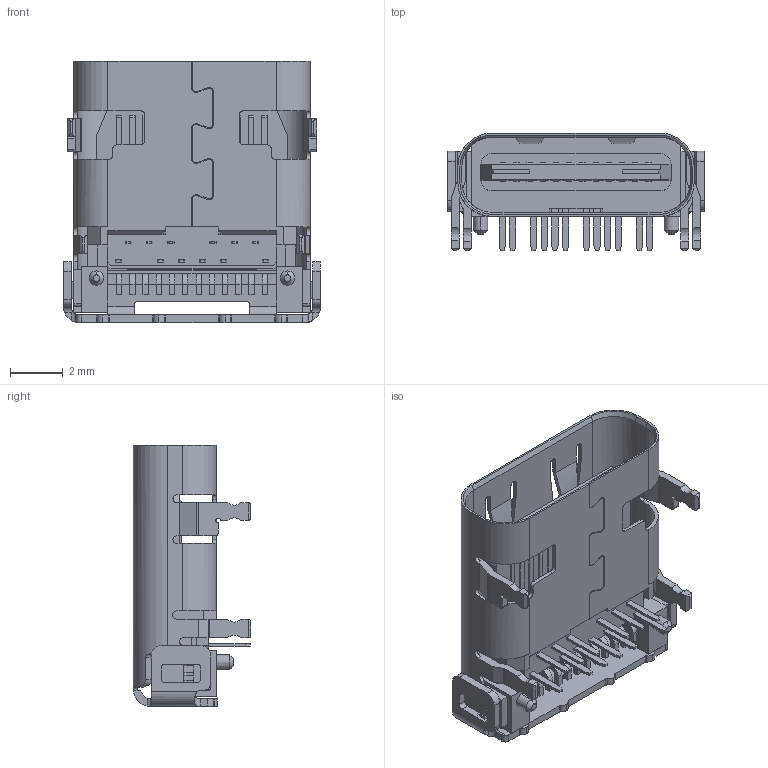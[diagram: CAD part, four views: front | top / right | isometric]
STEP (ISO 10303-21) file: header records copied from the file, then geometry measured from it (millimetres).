
FILE_DESCRIPTION (( 'STEP AP214' ), '1' );
FILE_NAME ('TYPEC_P24STTH.STEP', '2021-04-19T04:53:34', ( 'boksop' ), ( '' ), 'SwSTEP 2.0', 'SolidWorks 2020', '' );
FILE_SCHEMA (( 'AUTOMOTIVE_DESIGN' ));
Length unit declared in the file: millimetre
Products named in the file (1): TYPEC_P24STTH
Bounding box: 9.73 x 4.45 x 9.89 mm (x, y, z)
Volume: 108.7 mm3; surface area: 644.2 mm2
Topology: 1 solids, 1 shells, 784 faces, 2287 edges, 1498 vertices
Faces by surface type: plane 561, cylinder 215, cone 8
Entity records: 26028 total; most frequent: CARTESIAN_POINT 5066, ORIENTED_EDGE 4574, DIRECTION 4160, EDGE_CURVE 2287, VECTOR 1792, LINE 1792, VERTEX_POINT 1498, AXIS2_PLACEMENT_3D 1184
